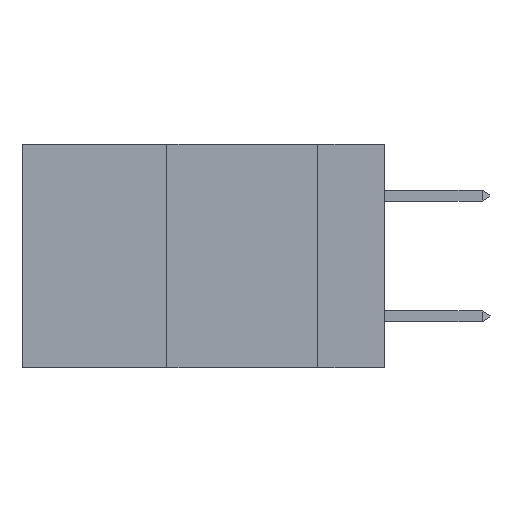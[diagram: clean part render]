
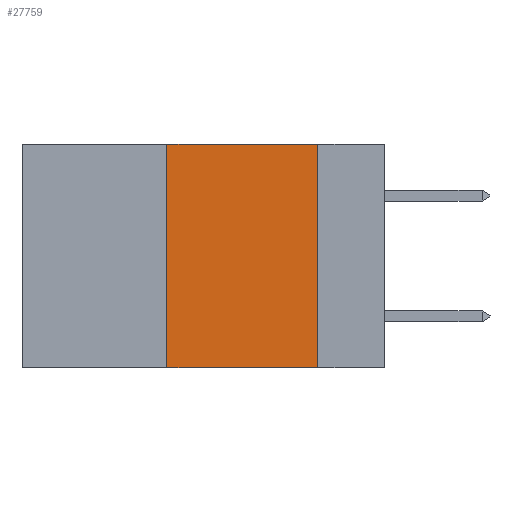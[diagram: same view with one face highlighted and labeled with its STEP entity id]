
A CAD part, left-side view. The second image highlights one B-rep face of the part: STEP entity #27759.
In plain terms, the highlighted planar face has unit normal (-1, 0, 0).
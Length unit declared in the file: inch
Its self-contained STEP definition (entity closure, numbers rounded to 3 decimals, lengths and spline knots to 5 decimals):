
#61 = CARTESIAN_POINT ( 'NONE',  ( 0., 0.36, 0. ) ) ;
#873 = EDGE_CURVE ( 'NONE', #21520, #22032, #12491, .T. ) ;
#2416 = CARTESIAN_POINT ( 'NONE',  ( 0., 0.11, -0.37 ) ) ;
#3478 = VECTOR ( 'NONE', #31028, 39.37008 ) ;
#4193 = CARTESIAN_POINT ( 'NONE',  ( 0., 0.36, -0.37 ) ) ;
#5019 = EDGE_CURVE ( 'NONE', #22276, #20758, #16027, .T. ) ;
#7011 = ORIENTED_EDGE ( 'NONE', *, *, #873, .F. ) ;
#7900 = DIRECTION ( 'NONE',  ( 0., 0., 1. ) ) ;
#7943 = EDGE_CURVE ( 'NONE', #22276, #22032, #8483, .T. ) ;
#8483 = LINE ( 'NONE', #33526, #19615 ) ;
#8880 = EDGE_LOOP ( 'NONE', ( #7011, #15288, #24896, #14951 ) ) ;
#11255 = DIRECTION ( 'NONE',  ( 1., 0., 0. ) ) ;
#11615 = PLANE ( 'NONE',  #17555 ) ;
#12491 = LINE ( 'NONE', #29439, #32147 ) ;
#14152 = DIRECTION ( 'NONE',  ( 0., 0., -1. ) ) ;
#14951 = ORIENTED_EDGE ( 'NONE', *, *, #7943, .T. ) ;
#15288 = ORIENTED_EDGE ( 'NONE', *, *, #20609, .F. ) ;
#16027 = LINE ( 'NONE', #21797, #32397 ) ;
#17555 = AXIS2_PLACEMENT_3D ( 'NONE', #22816, #11255, #14152 ) ;
#19615 = VECTOR ( 'NONE', #19869, 39.37008 ) ;
#19869 = DIRECTION ( 'NONE',  ( 0., -1., 0. ) ) ;
#20609 = EDGE_CURVE ( 'NONE', #20758, #21520, #22760, .T. ) ;
#20758 = VERTEX_POINT ( 'NONE', #61 ) ;
#21349 = DIRECTION ( 'NONE',  ( 0., 0., -1. ) ) ;
#21520 = VERTEX_POINT ( 'NONE', #34435 ) ;
#21797 = CARTESIAN_POINT ( 'NONE',  ( 0., 0.36, 0. ) ) ;
#22032 = VERTEX_POINT ( 'NONE', #2416 ) ;
#22276 = VERTEX_POINT ( 'NONE', #4193 ) ;
#22760 = LINE ( 'NONE', #31210, #3478 ) ;
#22816 = CARTESIAN_POINT ( 'NONE',  ( 0., 0.6, 0. ) ) ;
#24896 = ORIENTED_EDGE ( 'NONE', *, *, #5019, .F. ) ;
#27759 = ADVANCED_FACE ( 'NONE', ( #30737 ), #11615, .F. ) ;
#29439 = CARTESIAN_POINT ( 'NONE',  ( 0., 0.11, 0. ) ) ;
#30737 = FACE_OUTER_BOUND ( 'NONE', #8880, .T. ) ;
#31028 = DIRECTION ( 'NONE',  ( 0., -1., 0. ) ) ;
#31210 = CARTESIAN_POINT ( 'NONE',  ( 0., 0.6, 0. ) ) ;
#32147 = VECTOR ( 'NONE', #21349, 39.37008 ) ;
#32397 = VECTOR ( 'NONE', #7900, 39.37008 ) ;
#33526 = CARTESIAN_POINT ( 'NONE',  ( 0., 0.6, -0.37 ) ) ;
#34435 = CARTESIAN_POINT ( 'NONE',  ( 0., 0.11, 0. ) ) ;
